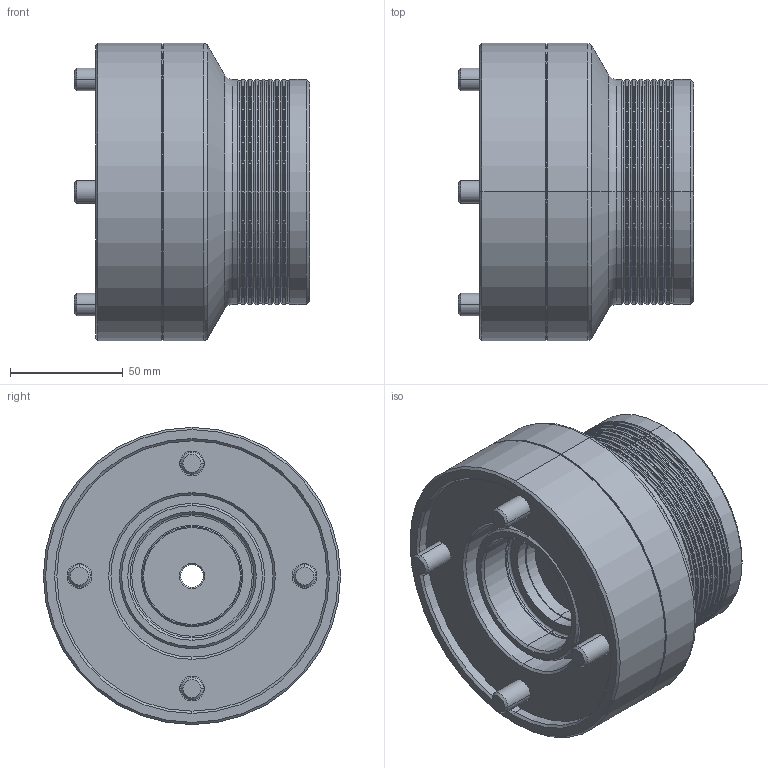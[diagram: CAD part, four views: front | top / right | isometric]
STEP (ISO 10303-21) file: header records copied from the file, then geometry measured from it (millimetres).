
FILE_DESCRIPTION (( 'STEP AP203' ), '1' );
FILE_NAME ('CF-CBE-4212.STEP', '2020-10-29T07:46:33', ( '' ), ( '' ), 'SwSTEP 2.0', 'SolidWorks 2016', '' );
FILE_SCHEMA (( 'CONFIG_CONTROL_DESIGN' ));
Length unit declared in the file: millimetre
Products named in the file (6): 圓頭內六角螺栓_M10x20; CF-CBE-42-04010; CF-CBE-42-03010; CF-CBE-4212; CF-CBE-42-01010; CF-CBE-4212-01000
Assembly tree (8 placements, depth 2):
  CF-CBE-4212
    CF-CBE-42-01010
    CF-CBE-4212-01000
    圓頭內六角螺栓_M10x20  x4
    CF-CBE-42-04010
    CF-CBE-42-03010
Bounding box: 104.5 x 132 x 132 mm (x, y, z)
Volume: 754765.1 mm3; surface area: 149995.5 mm2
Topology: 8 solids, 8 shells, 310 faces, 652 edges, 374 vertices
Faces by surface type: cone 94, cylinder 90, plane 84, torus 42
Entity records: 6928 total; most frequent: DIRECTION 1278, CARTESIAN_POINT 1003, ORIENTED_EDGE 964, AXIS2_PLACEMENT_3D 550, EDGE_CURVE 482, CIRCLE 304, VERTEX_POINT 275, EDGE_LOOP 269
